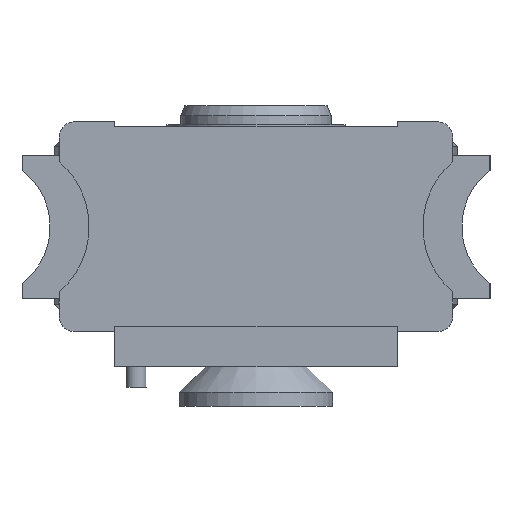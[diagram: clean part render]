
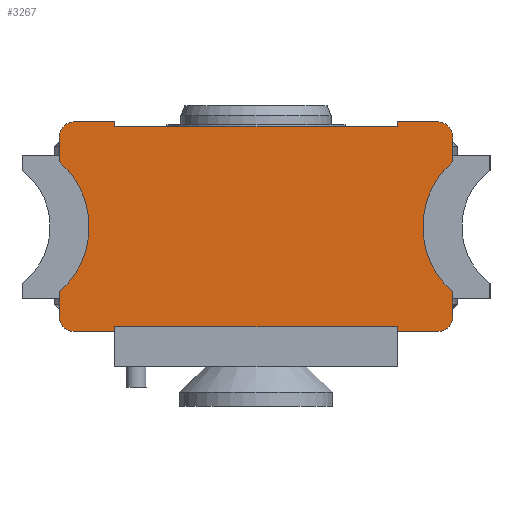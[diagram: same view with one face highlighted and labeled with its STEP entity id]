
A CAD part, left-side view. The second image highlights one B-rep face of the part: STEP entity #3267.
In plain terms, the highlighted face is planar.
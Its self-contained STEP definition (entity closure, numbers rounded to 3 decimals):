
#204=CIRCLE('',#3578,8.);
#206=CIRCLE('',#3581,8.);
#208=CIRCLE('',#3584,8.);
#210=CIRCLE('',#3587,8.);
#211=CIRCLE('',#3590,1.5);
#217=CIRCLE('',#3601,1.5);
#220=CIRCLE('',#3608,1.5);
#226=CIRCLE('',#3619,1.5);
#774=ORIENTED_EDGE('',*,*,#1362,.F.);
#775=ORIENTED_EDGE('',*,*,#1472,.F.);
#776=ORIENTED_EDGE('',*,*,#1465,.F.);
#777=ORIENTED_EDGE('',*,*,#1452,.F.);
#778=ORIENTED_EDGE('',*,*,#1438,.F.);
#779=ORIENTED_EDGE('',*,*,#1435,.F.);
#780=ORIENTED_EDGE('',*,*,#1432,.F.);
#781=ORIENTED_EDGE('',*,*,#1361,.T.);
#782=ORIENTED_EDGE('',*,*,#1358,.T.);
#783=ORIENTED_EDGE('',*,*,#1421,.F.);
#784=ORIENTED_EDGE('',*,*,#1414,.F.);
#785=ORIENTED_EDGE('',*,*,#1410,.F.);
#786=ORIENTED_EDGE('',*,*,#1447,.F.);
#787=ORIENTED_EDGE('',*,*,#1403,.F.);
#788=ORIENTED_EDGE('',*,*,#1476,.F.);
#789=ORIENTED_EDGE('',*,*,#1390,.F.);
#790=ORIENTED_EDGE('',*,*,#1387,.F.);
#791=ORIENTED_EDGE('',*,*,#1384,.F.);
#792=ORIENTED_EDGE('',*,*,#1354,.T.);
#793=ORIENTED_EDGE('',*,*,#1351,.T.);
#794=ORIENTED_EDGE('',*,*,#1373,.F.);
#795=ORIENTED_EDGE('',*,*,#1366,.F.);
#1351=EDGE_CURVE('',#1766,#1768,#204,.T.);
#1354=EDGE_CURVE('',#1770,#1766,#206,.T.);
#1358=EDGE_CURVE('',#1772,#1774,#208,.T.);
#1361=EDGE_CURVE('',#1776,#1772,#210,.T.);
#1362=EDGE_CURVE('',#1777,#1778,#2064,.T.);
#1366=EDGE_CURVE('',#1778,#1781,#211,.T.);
#1373=EDGE_CURVE('',#1781,#1768,#2073,.T.);
#1384=EDGE_CURVE('',#1770,#1793,#2080,.T.);
#1387=EDGE_CURVE('',#1793,#1795,#217,.T.);
#1390=EDGE_CURVE('',#1795,#1797,#2084,.T.);
#1403=EDGE_CURVE('',#1809,#1810,#2096,.T.);
#1410=EDGE_CURVE('',#1816,#1817,#2103,.T.);
#1414=EDGE_CURVE('',#1817,#1820,#220,.T.);
#1421=EDGE_CURVE('',#1820,#1774,#2112,.T.);
#1432=EDGE_CURVE('',#1776,#1832,#2119,.T.);
#1435=EDGE_CURVE('',#1832,#1834,#226,.T.);
#1438=EDGE_CURVE('',#1834,#1836,#2123,.T.);
#1447=EDGE_CURVE('',#1810,#1816,#2132,.T.);
#1452=EDGE_CURVE('',#1836,#1843,#2137,.T.);
#1465=EDGE_CURVE('',#1843,#1857,#2149,.T.);
#1472=EDGE_CURVE('',#1857,#1777,#2156,.T.);
#1476=EDGE_CURVE('',#1797,#1809,#2160,.T.);
#1766=VERTEX_POINT('',#5060);
#1768=VERTEX_POINT('',#5064);
#1770=VERTEX_POINT('',#5069);
#1772=VERTEX_POINT('',#5075);
#1774=VERTEX_POINT('',#5079);
#1776=VERTEX_POINT('',#5084);
#1777=VERTEX_POINT('',#5089);
#1778=VERTEX_POINT('',#5090);
#1781=VERTEX_POINT('',#5098);
#1793=VERTEX_POINT('',#5132);
#1795=VERTEX_POINT('',#5138);
#1797=VERTEX_POINT('',#5144);
#1809=VERTEX_POINT('',#5169);
#1810=VERTEX_POINT('',#5171);
#1816=VERTEX_POINT('',#5185);
#1817=VERTEX_POINT('',#5186);
#1820=VERTEX_POINT('',#5194);
#1832=VERTEX_POINT('',#5228);
#1834=VERTEX_POINT('',#5234);
#1836=VERTEX_POINT('',#5240);
#1843=VERTEX_POINT('',#5255);
#1857=VERTEX_POINT('',#5290);
#2064=LINE('',#5088,#2328);
#2073=LINE('',#5111,#2337);
#2080=LINE('',#5131,#2344);
#2084=LINE('',#5143,#2348);
#2096=LINE('',#5170,#2360);
#2103=LINE('',#5184,#2367);
#2112=LINE('',#5207,#2376);
#2119=LINE('',#5227,#2383);
#2123=LINE('',#5239,#2387);
#2132=LINE('',#5257,#2396);
#2137=LINE('',#5264,#2401);
#2149=LINE('',#5289,#2413);
#2156=LINE('',#5303,#2420);
#2160=LINE('',#5307,#2424);
#2328=VECTOR('',#4166,1000.);
#2337=VECTOR('',#4183,1000.);
#2344=VECTOR('',#4204,1000.);
#2348=VECTOR('',#4216,1000.);
#2360=VECTOR('',#4232,1000.);
#2367=VECTOR('',#4241,1000.);
#2376=VECTOR('',#4258,1000.);
#2383=VECTOR('',#4279,1000.);
#2387=VECTOR('',#4291,1000.);
#2396=VECTOR('',#4302,1000.);
#2401=VECTOR('',#4307,1000.);
#2413=VECTOR('',#4323,1000.);
#2420=VECTOR('',#4332,1000.);
#2424=VECTOR('',#4336,1000.);
#2691=EDGE_LOOP('',(#774,#775,#776,#777,#778,#779,#780,#781,#782,#783,#784,
#785,#786,#787,#788,#789,#790,#791,#792,#793,#794,#795));
#2961=FACE_BOUND('',#2691,.T.);
#3113=PLANE('',#3627);
#3267=ADVANCED_FACE('',(#2961),#3113,.F.);
#3578=AXIS2_PLACEMENT_3D('',#5065,#4140,#4141);
#3581=AXIS2_PLACEMENT_3D('',#5071,#4147,#4148);
#3584=AXIS2_PLACEMENT_3D('',#5080,#4155,#4156);
#3587=AXIS2_PLACEMENT_3D('',#5086,#4162,#4163);
#3590=AXIS2_PLACEMENT_3D('',#5097,#4172,#4173);
#3601=AXIS2_PLACEMENT_3D('',#5137,#4209,#4210);
#3608=AXIS2_PLACEMENT_3D('',#5193,#4247,#4248);
#3619=AXIS2_PLACEMENT_3D('',#5233,#4284,#4285);
#3627=AXIS2_PLACEMENT_3D('',#5310,#4340,#4341);
#4140=DIRECTION('',(0.,0.,1.));
#4141=DIRECTION('',(1.,0.,0.));
#4147=DIRECTION('',(0.,0.,1.));
#4148=DIRECTION('',(1.,0.,0.));
#4155=DIRECTION('',(0.,0.,1.));
#4156=DIRECTION('',(1.,0.,0.));
#4162=DIRECTION('',(0.,0.,1.));
#4163=DIRECTION('',(1.,0.,0.));
#4166=DIRECTION('',(0.,-1.,0.));
#4172=DIRECTION('',(0.,0.,1.));
#4173=DIRECTION('',(1.,0.,0.));
#4183=DIRECTION('',(1.,0.,0.));
#4204=DIRECTION('',(1.,0.,0.));
#4209=DIRECTION('',(0.,0.,1.));
#4210=DIRECTION('',(1.,0.,0.));
#4216=DIRECTION('',(0.,1.,0.));
#4232=DIRECTION('',(0.,1.,0.));
#4241=DIRECTION('',(0.,1.,0.));
#4247=DIRECTION('',(0.,0.,1.));
#4248=DIRECTION('',(1.,0.,0.));
#4258=DIRECTION('',(-1.,0.,0.));
#4279=DIRECTION('',(-1.,0.,0.));
#4284=DIRECTION('',(0.,0.,1.));
#4285=DIRECTION('',(1.,0.,0.));
#4291=DIRECTION('',(0.,-1.,0.));
#4302=DIRECTION('',(1.,0.,0.));
#4307=DIRECTION('',(1.,0.,0.));
#4323=DIRECTION('',(0.,-1.,0.));
#4332=DIRECTION('',(-1.,0.,0.));
#4336=DIRECTION('',(-1.,0.,0.));
#4340=DIRECTION('',(0.,0.,1.));
#4341=DIRECTION('',(1.,0.,0.));
#5060=CARTESIAN_POINT('',(0.,-16.604,-6.2));
#5064=CARTESIAN_POINT('',(-6.431,-19.5,-6.2));
#5065=CARTESIAN_POINT('',(-0.267,-24.6,-6.2));
#5069=CARTESIAN_POINT('',(6.431,-19.5,-6.2));
#5071=CARTESIAN_POINT('',(0.267,-24.6,-6.2));
#5075=CARTESIAN_POINT('',(0.,16.604,-6.2));
#5079=CARTESIAN_POINT('',(6.431,19.5,-6.2));
#5080=CARTESIAN_POINT('',(0.267,24.6,-6.2));
#5084=CARTESIAN_POINT('',(-6.431,19.5,-6.2));
#5086=CARTESIAN_POINT('',(-0.267,24.6,-6.2));
#5088=CARTESIAN_POINT('',(-10.4,-14.,-6.2));
#5089=CARTESIAN_POINT('',(-10.4,-14.,-6.2));
#5090=CARTESIAN_POINT('',(-10.4,-18.,-6.2));
#5097=CARTESIAN_POINT('',(-8.9,-18.,-6.2));
#5098=CARTESIAN_POINT('',(-8.9,-19.5,-6.2));
#5111=CARTESIAN_POINT('',(-8.9,-19.5,-6.2));
#5131=CARTESIAN_POINT('',(6.431,-19.5,-6.2));
#5132=CARTESIAN_POINT('',(8.9,-19.5,-6.2));
#5137=CARTESIAN_POINT('',(8.9,-18.,-6.2));
#5138=CARTESIAN_POINT('',(10.4,-18.,-6.2));
#5143=CARTESIAN_POINT('',(10.4,-18.,-6.2));
#5144=CARTESIAN_POINT('',(10.4,-14.,-6.2));
#5169=CARTESIAN_POINT('',(9.9,-14.,-6.2));
#5170=CARTESIAN_POINT('',(9.9,-14.,-6.2));
#5171=CARTESIAN_POINT('',(9.9,14.,-6.2));
#5184=CARTESIAN_POINT('',(10.4,14.,-6.2));
#5185=CARTESIAN_POINT('',(10.4,14.,-6.2));
#5186=CARTESIAN_POINT('',(10.4,18.,-6.2));
#5193=CARTESIAN_POINT('',(8.9,18.,-6.2));
#5194=CARTESIAN_POINT('',(8.9,19.5,-6.2));
#5207=CARTESIAN_POINT('',(8.9,19.5,-6.2));
#5227=CARTESIAN_POINT('',(-6.431,19.5,-6.2));
#5228=CARTESIAN_POINT('',(-8.9,19.5,-6.2));
#5233=CARTESIAN_POINT('',(-8.9,18.,-6.2));
#5234=CARTESIAN_POINT('',(-10.4,18.,-6.2));
#5239=CARTESIAN_POINT('',(-10.4,18.,-6.2));
#5240=CARTESIAN_POINT('',(-10.4,14.,-6.2));
#5255=CARTESIAN_POINT('',(-9.9,14.,-6.2));
#5257=CARTESIAN_POINT('',(9.9,14.,-6.2));
#5264=CARTESIAN_POINT('',(-10.4,14.,-6.2));
#5289=CARTESIAN_POINT('',(-9.9,14.,-6.2));
#5290=CARTESIAN_POINT('',(-9.9,-14.,-6.2));
#5303=CARTESIAN_POINT('',(-9.9,-14.,-6.2));
#5307=CARTESIAN_POINT('',(10.4,-14.,-6.2));
#5310=CARTESIAN_POINT('',(-8.9,-18.,-6.2));
